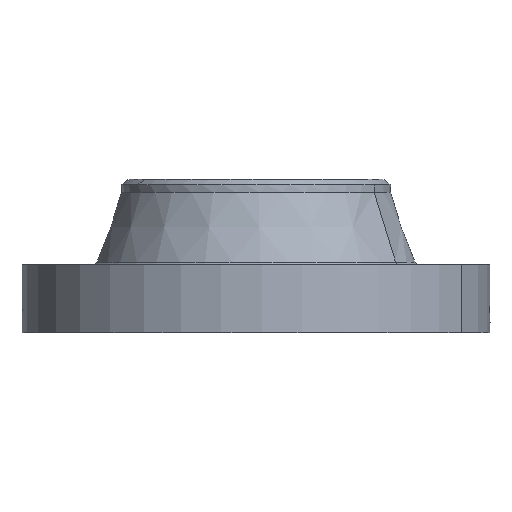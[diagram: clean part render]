
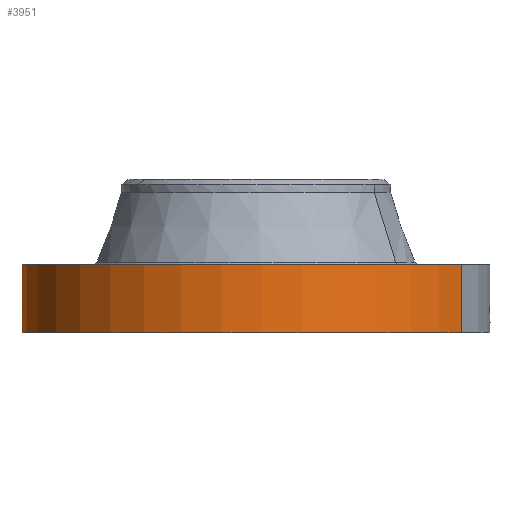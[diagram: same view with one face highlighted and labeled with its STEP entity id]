
A CAD part, left-side view. The second image highlights one B-rep face of the part: STEP entity #3951.
In plain terms, the highlighted cylindrical face has radius 190.5 mm (diameter 381 mm), a partial arc.
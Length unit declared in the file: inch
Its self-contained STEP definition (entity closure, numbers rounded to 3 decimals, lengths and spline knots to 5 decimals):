
#2927=AXIS2_PLACEMENT_3D('Circle Axis2P3D',#2925,#2926,$) ;
#3837=AXIS2_PLACEMENT_3D('Cylinder Axis2P3D',#3834,#3835,#3836) ;
#3841=AXIS2_PLACEMENT_3D('Circle Axis2P3D',#3839,#3840,$) ;
#2920=CARTESIAN_POINT('Vertex',(3.59569,6.58187,2.192)) ;
#2922=CARTESIAN_POINT('Vertex',(-3.59569,-6.58187,2.192)) ;
#2925=CARTESIAN_POINT('Axis2P3D Location',(0.,0.,2.192)) ;
#3834=CARTESIAN_POINT('Axis2P3D Location',(0.,0.,2.466)) ;
#3839=CARTESIAN_POINT('Axis2P3D Location',(0.,0.,0.)) ;
#3843=CARTESIAN_POINT('Vertex',(-3.59569,-6.58187,0.)) ;
#3845=CARTESIAN_POINT('Vertex',(3.59569,6.58187,0.)) ;
#3848=CARTESIAN_POINT('Line Origine',(-3.59569,-6.58187,1.096)) ;
#3853=CARTESIAN_POINT('Line Origine',(3.59569,6.58187,1.096)) ;
#3865=CARTESIAN_POINT('Control Point',(-0.05941,7.49976,1.09909)) ;
#3866=CARTESIAN_POINT('Control Point',(-0.04003,7.49992,1.1024)) ;
#3867=CARTESIAN_POINT('Control Point',(-0.02038,7.5,1.10408)) ;
#3868=CARTESIAN_POINT('Control Point',(-0.00072,7.5,1.10412)) ;
#3869=CARTESIAN_POINT('Vertex',(-0.0594,7.49977,1.0991)) ;
#3871=CARTESIAN_POINT('Vertex',(-0.00072,7.5,1.10412)) ;
#3875=CARTESIAN_POINT('Control Point',(-0.05939,7.49976,1.09909)) ;
#3876=CARTESIAN_POINT('Control Point',(-0.09831,7.49946,1.09409)) ;
#3877=CARTESIAN_POINT('Control Point',(-0.13642,7.49884,1.082)) ;
#3878=CARTESIAN_POINT('Control Point',(-0.17138,7.49804,1.06375)) ;
#3879=CARTESIAN_POINT('Vertex',(-0.17138,7.49804,1.06375)) ;
#3883=CARTESIAN_POINT('Control Point',(-0.02999,7.49994,0.34111)) ;
#3884=CARTESIAN_POINT('Control Point',(-0.08598,7.49972,0.34825)) ;
#3885=CARTESIAN_POINT('Control Point',(-0.14035,7.49898,0.36587)) ;
#3886=CARTESIAN_POINT('Control Point',(-0.19034,7.49779,0.39344)) ;
#3887=CARTESIAN_POINT('Control Point',(-0.2796,7.49502,0.46639)) ;
#3888=CARTESIAN_POINT('Control Point',(-0.33704,7.49249,0.56453)) ;
#3889=CARTESIAN_POINT('Control Point',(-0.35684,7.49151,0.61913)) ;
#3890=CARTESIAN_POINT('Control Point',(-0.37232,7.49075,0.70843)) ;
#3891=CARTESIAN_POINT('Control Point',(-0.363,7.49121,0.79692)) ;
#3892=CARTESIAN_POINT('Control Point',(-0.35625,7.49154,0.82886)) ;
#3893=CARTESIAN_POINT('Control Point',(-0.33118,7.49273,0.90639)) ;
#3894=CARTESIAN_POINT('Control Point',(-0.28659,7.4946,0.97493)) ;
#3895=CARTESIAN_POINT('Control Point',(-0.25324,7.49586,1.01136)) ;
#3896=CARTESIAN_POINT('Control Point',(-0.21425,7.49706,1.04137)) ;
#3897=CARTESIAN_POINT('Control Point',(-0.17138,7.49804,1.06375)) ;
#3898=CARTESIAN_POINT('Vertex',(-0.02999,7.49994,0.34111)) ;
#3902=CARTESIAN_POINT('Control Point',(-0.02999,7.49994,0.34111)) ;
#3903=CARTESIAN_POINT('Control Point',(-0.01999,7.49998,0.34086)) ;
#3904=CARTESIAN_POINT('Control Point',(-0.00998,7.5,0.34095)) ;
#3905=CARTESIAN_POINT('Control Point',(0.,7.5,0.34137)) ;
#3906=CARTESIAN_POINT('Vertex',(0.,7.5,0.34137)) ;
#3910=CARTESIAN_POINT('Control Point',(0.19354,7.4975,0.39573)) ;
#3911=CARTESIAN_POINT('Control Point',(0.14936,7.49864,0.37106)) ;
#3912=CARTESIAN_POINT('Control Point',(0.10119,7.49954,0.35344)) ;
#3913=CARTESIAN_POINT('Control Point',(0.05083,7.5,0.34353)) ;
#3914=CARTESIAN_POINT('Control Point',(0.,7.5,0.34137)) ;
#3915=CARTESIAN_POINT('Vertex',(0.19354,7.4975,0.39573)) ;
#3919=CARTESIAN_POINT('Control Point',(0.19354,7.4975,0.39573)) ;
#3920=CARTESIAN_POINT('Control Point',(0.22275,7.49675,0.41204)) ;
#3921=CARTESIAN_POINT('Control Point',(0.25033,7.49589,0.43124)) ;
#3922=CARTESIAN_POINT('Control Point',(0.27587,7.49498,0.45317)) ;
#3923=CARTESIAN_POINT('Control Point',(0.34319,7.49231,0.52437)) ;
#3924=CARTESIAN_POINT('Control Point',(0.38653,7.49008,0.61377)) ;
#3925=CARTESIAN_POINT('Control Point',(0.40202,7.4892,0.67798)) ;
#3926=CARTESIAN_POINT('Control Point',(0.40344,7.48917,0.79213)) ;
#3927=CARTESIAN_POINT('Control Point',(0.36375,7.49121,0.8968)) ;
#3928=CARTESIAN_POINT('Control Point',(0.33967,7.49238,0.93823)) ;
#3929=CARTESIAN_POINT('Control Point',(0.27052,7.49538,1.02298)) ;
#3930=CARTESIAN_POINT('Control Point',(0.17702,7.49821,1.07827)) ;
#3931=CARTESIAN_POINT('Control Point',(0.11905,7.49942,1.09847)) ;
#3932=CARTESIAN_POINT('Control Point',(0.05907,7.5,1.10705)) ;
#3933=CARTESIAN_POINT('Control Point',(-0.00003,7.5,1.10415)) ;
#3934=CARTESIAN_POINT('Vertex',(-0.00003,7.5,1.10415)) ;
#3938=CARTESIAN_POINT('Control Point',(-0.00072,7.5,1.10412)) ;
#3939=CARTESIAN_POINT('Control Point',(-0.00037,7.5,1.10414)) ;
#3940=CARTESIAN_POINT('Control Point',(-0.00003,7.5,1.10415)) ;
#2926=DIRECTION('Axis2P3D Direction',(0.,0.,-0.039)) ;
#3835=DIRECTION('Axis2P3D Direction',(0.,0.,-0.039)) ;
#3836=DIRECTION('Axis2P3D XDirection',(0.019,0.035,0.)) ;
#3840=DIRECTION('Axis2P3D Direction',(0.,0.,-0.039)) ;
#3849=DIRECTION('Vector Direction',(0.,0.,-0.039)) ;
#3854=DIRECTION('Vector Direction',(0.,0.,-0.039)) ;
#3850=VECTOR('Line Direction',#3849,0.03937) ;
#3855=VECTOR('Line Direction',#3854,0.03937) ;
#3859=ORIENTED_EDGE('',*,*,#3847,.F.) ;
#3860=ORIENTED_EDGE('',*,*,#3852,.T.) ;
#3861=ORIENTED_EDGE('',*,*,#2929,.T.) ;
#3862=ORIENTED_EDGE('',*,*,#3857,.F.) ;
#3943=ORIENTED_EDGE('',*,*,#3873,.F.) ;
#3944=ORIENTED_EDGE('',*,*,#3881,.T.) ;
#3945=ORIENTED_EDGE('',*,*,#3900,.F.) ;
#3946=ORIENTED_EDGE('',*,*,#3908,.T.) ;
#3947=ORIENTED_EDGE('',*,*,#3917,.F.) ;
#3948=ORIENTED_EDGE('',*,*,#3936,.T.) ;
#3949=ORIENTED_EDGE('',*,*,#3941,.F.) ;
#3950=FACE_BOUND('',#3942,.T.) ;
#3951=ADVANCED_FACE('PartBody',(#3863,#3950),#3838,.T.) ;
#3864=B_SPLINE_CURVE_WITH_KNOTS('',3,(#3865,#3866,#3867,#3868),.UNSPECIFIED.,.F.,.U.,(4,4),(4.34045,6.52146),.UNSPECIFIED.) ;
#3874=B_SPLINE_CURVE_WITH_KNOTS('',3,(#3875,#3876,#3877,#3878),.UNSPECIFIED.,.F.,.U.,(4,4),(0.,4.4082),.UNSPECIFIED.) ;
#3882=B_SPLINE_CURVE_WITH_KNOTS('',5,(#3883,#3884,#3885,#3886,#3887,#3888,#3889,#3890,#3891,#3892,#3893,#3894,#3895,#3896,#3897),.UNSPECIFIED.,.F.,.U.,(6,3,3,3,6),(0.,9.80825,20.12867,26.11715,35.12658),.UNSPECIFIED.) ;
#3901=B_SPLINE_CURVE_WITH_KNOTS('',3,(#3902,#3903,#3904,#3905),.UNSPECIFIED.,.F.,.U.,(4,4),(0.,1.04343),.UNSPECIFIED.) ;
#3909=B_SPLINE_CURVE_WITH_KNOTS('',4,(#3910,#3911,#3912,#3913,#3914),.UNSPECIFIED.,.F.,.U.,(5,5),(0.,7.08328),.UNSPECIFIED.) ;
#3918=B_SPLINE_CURVE_WITH_KNOTS('',5,(#3919,#3920,#3921,#3922,#3923,#3924,#3925,#3926,#3927,#3928,#3929,#3930,#3931,#3932,#3933),.UNSPECIFIED.,.F.,.U.,(6,3,3,3,6),(0.,5.85318,17.06506,25.48671,36.53328),.UNSPECIFIED.) ;
#3937=B_SPLINE_CURVE_WITH_KNOTS('',2,(#3938,#3939,#3940),.UNSPECIFIED.,.F.,.U.,(3,3),(1.05656,1.08237),.UNSPECIFIED.) ;
#2928=CIRCLE('generated circle',#2927,7.5) ;
#3842=CIRCLE('generated circle',#3841,7.5) ;
#3838=CYLINDRICAL_SURFACE('generated cylinder',#3837,7.5) ;
#2929=EDGE_CURVE('',#2923,#2921,#2928,.T.) ;
#3847=EDGE_CURVE('',#3844,#3846,#3842,.T.) ;
#3852=EDGE_CURVE('',#3844,#2923,#3851,.F.) ;
#3857=EDGE_CURVE('',#3846,#2921,#3856,.F.) ;
#3873=EDGE_CURVE('',#3870,#3872,#3864,.T.) ;
#3881=EDGE_CURVE('',#3870,#3880,#3874,.T.) ;
#3900=EDGE_CURVE('',#3899,#3880,#3882,.T.) ;
#3908=EDGE_CURVE('',#3899,#3907,#3901,.T.) ;
#3917=EDGE_CURVE('',#3916,#3907,#3909,.T.) ;
#3936=EDGE_CURVE('',#3916,#3935,#3918,.T.) ;
#3941=EDGE_CURVE('',#3872,#3935,#3937,.T.) ;
#3858=EDGE_LOOP('',(#3859,#3860,#3861,#3862)) ;
#3942=EDGE_LOOP('',(#3943,#3944,#3945,#3946,#3947,#3948,#3949)) ;
#3863=FACE_OUTER_BOUND('',#3858,.T.) ;
#3851=LINE('Line',#3848,#3850) ;
#3856=LINE('Line',#3853,#3855) ;
#2921=VERTEX_POINT('',#2920) ;
#2923=VERTEX_POINT('',#2922) ;
#3844=VERTEX_POINT('',#3843) ;
#3846=VERTEX_POINT('',#3845) ;
#3870=VERTEX_POINT('',#3869) ;
#3872=VERTEX_POINT('',#3871) ;
#3880=VERTEX_POINT('',#3879) ;
#3899=VERTEX_POINT('',#3898) ;
#3907=VERTEX_POINT('',#3906) ;
#3916=VERTEX_POINT('',#3915) ;
#3935=VERTEX_POINT('',#3934) ;
